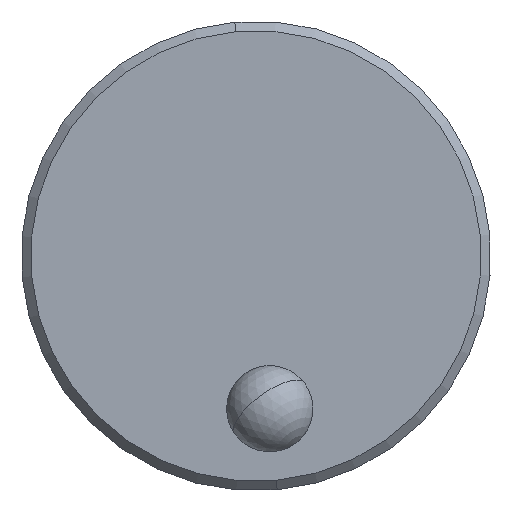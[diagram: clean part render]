
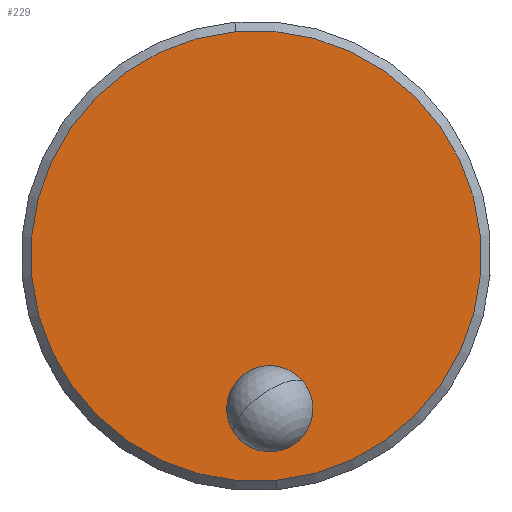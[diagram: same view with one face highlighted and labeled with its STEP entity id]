
A CAD part, left-side view. The second image highlights one B-rep face of the part: STEP entity #229.
In plain terms, the highlighted planar face has unit normal (-1, 0, 0).
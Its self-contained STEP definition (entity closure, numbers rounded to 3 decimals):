
#150 = VERTEX_POINT ( 'NONE', #702 ) ;
#152 = VERTEX_POINT ( 'NONE', #696 ) ;
#153 = EDGE_CURVE ( 'NONE', #150, #152, #695, .T. ) ;
#185 = VERTEX_POINT ( 'NONE', #998 ) ;
#186 = VERTEX_POINT ( 'NONE', #1003 ) ;
#198 = EDGE_CURVE ( 'NONE', #185, #186, #1013, .T. ) ;
#208 = ORIENTED_EDGE ( 'NONE', *, *, #233, .F. ) ;
#215 = EDGE_LOOP ( 'NONE', ( #216, #218 ) ) ;
#216 = ORIENTED_EDGE ( 'NONE', *, *, #217, .T. ) ;
#217 = EDGE_CURVE ( 'NONE', #186, #185, #1105, .T. ) ;
#218 = ORIENTED_EDGE ( 'NONE', *, *, #198, .T. ) ;
#219 = EDGE_LOOP ( 'NONE', ( #220, #208 ) ) ;
#220 = ORIENTED_EDGE ( 'NONE', *, *, #153, .F. ) ;
#229 = ADVANCED_FACE ( 'NONE', ( #1267, #1266 ), #1246, .T. ) ;
#233 = EDGE_CURVE ( 'NONE', #152, #150, #1186, .T. ) ;
#691 = DIRECTION ( 'NONE',  ( 0., 0.09, 0.996 ) ) ;
#692 = DIRECTION ( 'NONE',  ( -1., 0., 0. ) ) ;
#693 = CARTESIAN_POINT ( 'NONE',  ( -22.437, 1.217, -6.15 ) ) ;
#694 = AXIS2_PLACEMENT_3D ( 'NONE', #693, #692, #691 ) ;
#695 = CIRCLE ( 'NONE', #694, 1.143 ) ;
#696 = CARTESIAN_POINT ( 'NONE',  ( -22.437, 1.114, -7.289 ) ) ;
#702 = CARTESIAN_POINT ( 'NONE',  ( -22.437, 1.32, -5.012 ) ) ;
#998 = CARTESIAN_POINT ( 'NONE',  ( -22.437, 2.121, 3.842 ) ) ;
#1003 = CARTESIAN_POINT ( 'NONE',  ( -22.437, 1.046, -8.048 ) ) ;
#1009 = DIRECTION ( 'NONE',  ( 0., 0.09, 0.996 ) ) ;
#1010 = DIRECTION ( 'NONE',  ( -1., 0., 0. ) ) ;
#1011 = CARTESIAN_POINT ( 'NONE',  ( -22.437, 1.583, -2.103 ) ) ;
#1012 = AXIS2_PLACEMENT_3D ( 'NONE', #1011, #1010, #1009 ) ;
#1013 = CIRCLE ( 'NONE', #1012, 5.969 ) ;
#1098 = DIRECTION ( 'NONE',  ( 0., 0.09, 0.996 ) ) ;
#1099 = DIRECTION ( 'NONE',  ( -1., 0., 0. ) ) ;
#1103 = CARTESIAN_POINT ( 'NONE',  ( -22.437, 1.583, -2.103 ) ) ;
#1104 = AXIS2_PLACEMENT_3D ( 'NONE', #1103, #1099, #1098 ) ;
#1105 = CIRCLE ( 'NONE', #1104, 5.969 ) ;
#1163 = DIRECTION ( 'NONE',  ( 0., 0.09, 0.996 ) ) ;
#1164 = DIRECTION ( 'NONE',  ( -1., 0., 0. ) ) ;
#1165 = CARTESIAN_POINT ( 'NONE',  ( -22.437, 1.217, -6.15 ) ) ;
#1166 = AXIS2_PLACEMENT_3D ( 'NONE', #1165, #1164, #1163 ) ;
#1186 = CIRCLE ( 'NONE', #1166, 1.143 ) ;
#1242 = DIRECTION ( 'NONE',  ( 0., 0.09, 0.996 ) ) ;
#1243 = DIRECTION ( 'NONE',  ( -1., 0., 0. ) ) ;
#1244 = CARTESIAN_POINT ( 'NONE',  ( -22.437, 1.583, -2.103 ) ) ;
#1245 = AXIS2_PLACEMENT_3D ( 'NONE', #1244, #1243, #1242 ) ;
#1246 = PLANE ( 'NONE',  #1245 ) ;
#1266 = FACE_BOUND ( 'NONE', #219, .T. ) ;
#1267 = FACE_OUTER_BOUND ( 'NONE', #215, .T. ) ;
